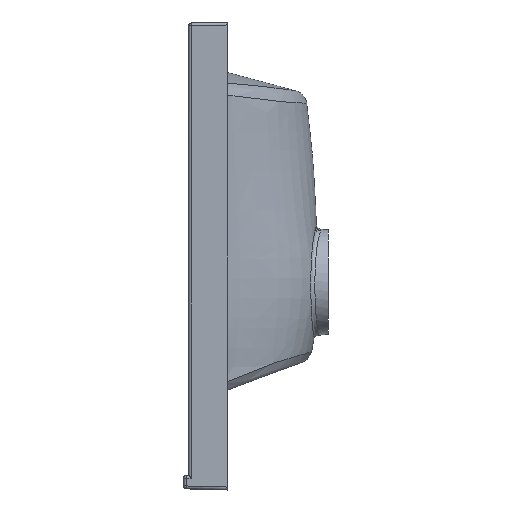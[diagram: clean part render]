
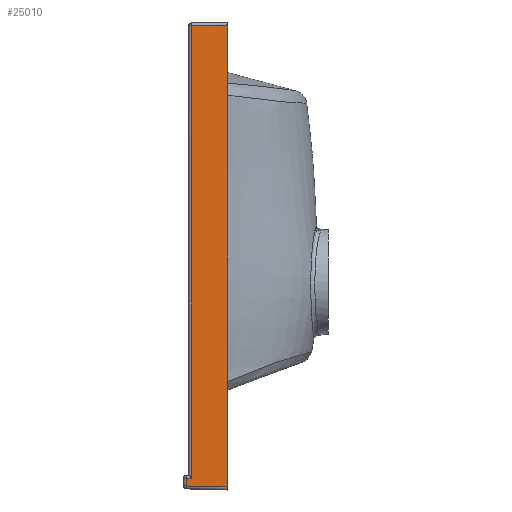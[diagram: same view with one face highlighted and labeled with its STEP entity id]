
A CAD part, left-side view. The second image highlights one B-rep face of the part: STEP entity #25010.
In plain terms, the highlighted planar face has unit normal (-1, 0.026, 0).
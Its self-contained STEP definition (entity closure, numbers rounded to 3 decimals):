
#264 = DIRECTION ( 'NONE',  ( 0., 0., -1. ) ) ;
#417 = PLANE ( 'NONE',  #21389 ) ;
#929 = CARTESIAN_POINT ( 'NONE',  ( -348.946, 2.079, 236.5 ) ) ;
#1274 = CARTESIAN_POINT ( 'NONE',  ( -349.077, -2.921, 233.578 ) ) ;
#1610 = VERTEX_POINT ( 'NONE', #9420 ) ;
#2417 = EDGE_CURVE ( 'NONE', #6278, #5941, #15339, .T. ) ;
#2965 = VECTOR ( 'NONE', #23601, 1000. ) ;
#4457 = CARTESIAN_POINT ( 'NONE',  ( -350.047, -40., 236.5 ) ) ;
#4888 = CARTESIAN_POINT ( 'NONE',  ( -350.047, -40., 234.548 ) ) ;
#5263 = VECTOR ( 'NONE', #15090, 1000. ) ;
#5282 = VECTOR ( 'NONE', #9755, 1000. ) ;
#5303 = ORIENTED_EDGE ( 'NONE', *, *, #10225, .T. ) ;
#5689 = VECTOR ( 'NONE', #264, 1000. ) ;
#5690 = VERTEX_POINT ( 'NONE', #8828 ) ;
#5941 = VERTEX_POINT ( 'NONE', #6514 ) ;
#6278 = VERTEX_POINT ( 'NONE', #11986 ) ;
#6514 = CARTESIAN_POINT ( 'NONE',  ( -350.047, -40., -234.548 ) ) ;
#7312 = LINE ( 'NONE', #929, #5282 ) ;
#7349 = DIRECTION ( 'NONE',  ( -0.026, -1., 0. ) ) ;
#8043 = ORIENTED_EDGE ( 'NONE', *, *, #2417, .T. ) ;
#8656 = DIRECTION ( 'NONE',  ( 0., 0., -1. ) ) ;
#8828 = CARTESIAN_POINT ( 'NONE',  ( -349.077, -2.921, -225.422 ) ) ;
#9380 = CARTESIAN_POINT ( 'NONE',  ( -349., 0., 236.5 ) ) ;
#9420 = CARTESIAN_POINT ( 'NONE',  ( -348.946, 2.079, -225.553 ) ) ;
#9755 = DIRECTION ( 'NONE',  ( 0., 0., -1. ) ) ;
#10225 = EDGE_CURVE ( 'NONE', #1610, #6278, #7312, .T. ) ;
#10458 = CARTESIAN_POINT ( 'NONE',  ( -349.002, -0.078, 233.503 ) ) ;
#11088 = EDGE_LOOP ( 'NONE', ( #15504, #14244, #22776, #28565, #5303, #8043 ) ) ;
#11986 = CARTESIAN_POINT ( 'NONE',  ( -348.946, 2.079, -233.447 ) ) ;
#12629 = LINE ( 'NONE', #10458, #5263 ) ;
#14244 = ORIENTED_EDGE ( 'NONE', *, *, #20264, .T. ) ;
#15090 = DIRECTION ( 'NONE',  ( 0.026, 0.999, -0.026 ) ) ;
#15339 = LINE ( 'NONE', #21848, #19451 ) ;
#15504 = ORIENTED_EDGE ( 'NONE', *, *, #26629, .F. ) ;
#18621 = DIRECTION ( 'NONE',  ( -1., 0.026, 0. ) ) ;
#19451 = VECTOR ( 'NONE', #28040, 1000. ) ;
#19575 = VECTOR ( 'NONE', #8656, 1000. ) ;
#19659 = CARTESIAN_POINT ( 'NONE',  ( -349.077, -2.921, 236.5 ) ) ;
#20197 = EDGE_CURVE ( 'NONE', #5690, #1610, #27936, .T. ) ;
#20264 = EDGE_CURVE ( 'NONE', #28534, #26073, #12629, .T. ) ;
#21389 = AXIS2_PLACEMENT_3D ( 'NONE', #9380, #18621, #7349 ) ;
#21848 = CARTESIAN_POINT ( 'NONE',  ( -348.678, 12.291, -233.179 ) ) ;
#22776 = ORIENTED_EDGE ( 'NONE', *, *, #26270, .T. ) ;
#23601 = DIRECTION ( 'NONE',  ( 0.026, 0.999, -0.026 ) ) ;
#24121 = LINE ( 'NONE', #19659, #19575 ) ;
#24981 = FACE_OUTER_BOUND ( 'NONE', #11088, .T. ) ;
#25010 = ADVANCED_FACE ( 'NONE', ( #24981 ), #417, .T. ) ;
#26073 = VERTEX_POINT ( 'NONE', #1274 ) ;
#26270 = EDGE_CURVE ( 'NONE', #26073, #5690, #24121, .T. ) ;
#26579 = LINE ( 'NONE', #4457, #5689 ) ;
#26629 = EDGE_CURVE ( 'NONE', #28534, #5941, #26579, .T. ) ;
#27936 = LINE ( 'NONE', #28518, #2965 ) ;
#28040 = DIRECTION ( 'NONE',  ( -0.026, -0.999, -0.026 ) ) ;
#28518 = CARTESIAN_POINT ( 'NONE',  ( -348.871, 4.922, -225.628 ) ) ;
#28534 = VERTEX_POINT ( 'NONE', #4888 ) ;
#28565 = ORIENTED_EDGE ( 'NONE', *, *, #20197, .T. ) ;
